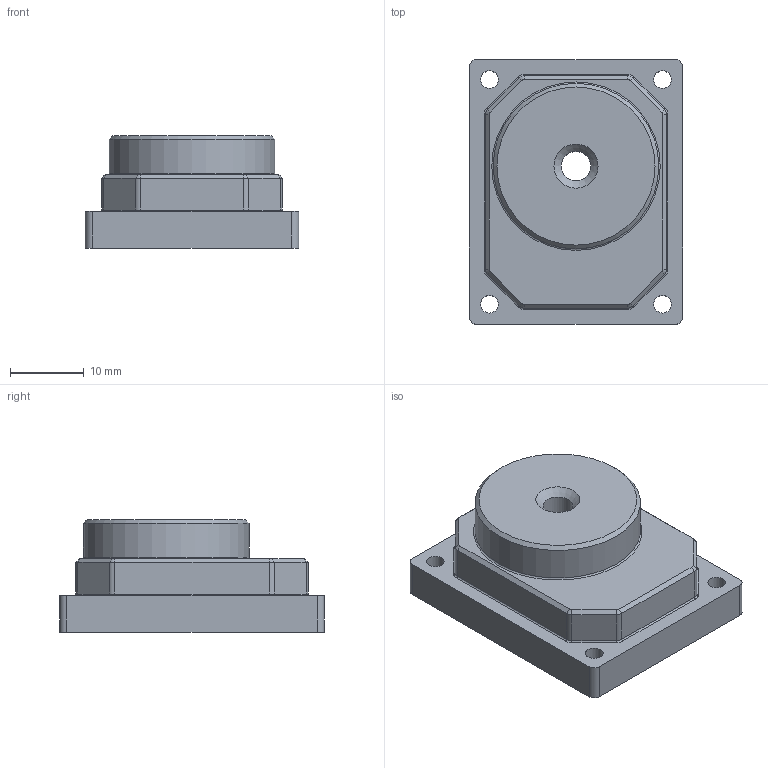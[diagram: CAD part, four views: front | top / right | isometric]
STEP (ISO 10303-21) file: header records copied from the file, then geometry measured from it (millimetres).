
FILE_DESCRIPTION (( 'STEP AP214' ), '1' );
FILE_NAME ('Capot arrière.STEP', '2021-12-16T13:04:11', ( '' ), ( '' ), 'SwSTEP 2.0', 'SolidWorks 2021', '' );
FILE_SCHEMA (( 'AUTOMOTIVE_DESIGN' ));
Length unit declared in the file: millimetre
Products named in the file (1): Capot arrière
Bounding box: 29 x 36 x 15.3 mm (x, y, z)
Volume: 10389.2 mm3; surface area: 3982 mm2
Topology: 1 solids, 1 shells, 80 faces, 181 edges, 110 vertices
Faces by surface type: cylinder 31, plane 29, cone 11, torus 9
Full cylindrical faces by diameter (mm): 2.4 x4, 4 x5, 6.35 x1, 22.5 x1
Entity records: 2174 total; most frequent: DIRECTION 406, CARTESIAN_POINT 349, ORIENTED_EDGE 324, AXIS2_PLACEMENT_3D 163, EDGE_CURVE 162, EDGE_LOOP 112, VERTEX_POINT 106, FACE_OUTER_BOUND 92
